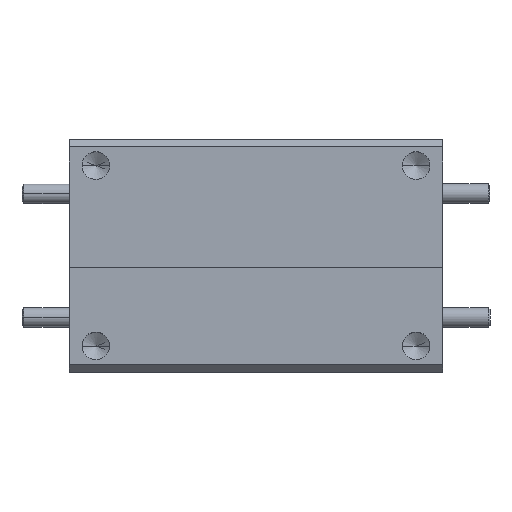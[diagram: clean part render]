
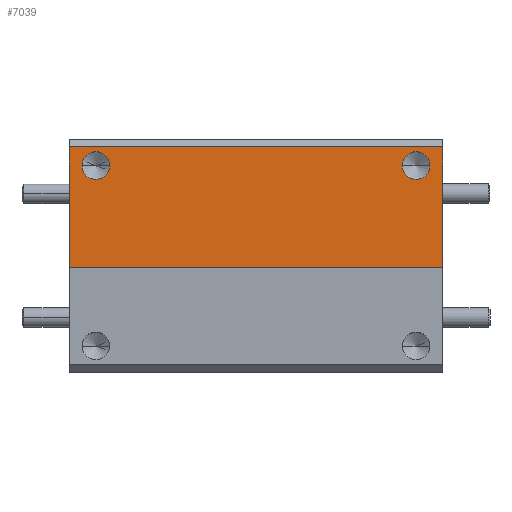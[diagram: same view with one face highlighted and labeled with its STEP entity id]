
A CAD part, top view. The second image highlights one B-rep face of the part: STEP entity #7039.
In plain terms, the highlighted planar face has unit normal (0, 0, 1).
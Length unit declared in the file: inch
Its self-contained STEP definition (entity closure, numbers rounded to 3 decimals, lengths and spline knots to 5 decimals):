
#739 = CARTESIAN_POINT ( 'NONE',  ( -0.515, 0.665, 0.375 ) ) ;
#878 = DIRECTION ( 'NONE',  ( 0., 0., 1. ) ) ;
#885 = EDGE_LOOP ( 'NONE', ( #2068, #1576 ) ) ;
#976 = PLANE ( 'NONE',  #11502 ) ;
#1337 = AXIS2_PLACEMENT_3D ( 'NONE', #2584, #4479, #2460 ) ;
#1342 = CARTESIAN_POINT ( 'NONE',  ( -0.6, 0.75, 0.375 ) ) ;
#1426 = FACE_BOUND ( 'NONE', #11777, .T. ) ;
#1576 = ORIENTED_EDGE ( 'NONE', *, *, #4548, .F. ) ;
#1614 = DIRECTION ( 'NONE',  ( 0., 0., 1. ) ) ;
#2068 = ORIENTED_EDGE ( 'NONE', *, *, #12858, .F. ) ;
#2211 = VERTEX_POINT ( 'NONE', #10046 ) ;
#2460 = DIRECTION ( 'NONE',  ( 1., 0., 0. ) ) ;
#2462 = VECTOR ( 'NONE', #6077, 39.37008 ) ;
#2567 = LINE ( 'NONE', #1342, #12177 ) ;
#2584 = CARTESIAN_POINT ( 'NONE',  ( -0.515, 0.665, 0.375 ) ) ;
#2645 = EDGE_CURVE ( 'NONE', #4955, #11724, #11131, .T. ) ;
#2849 = VECTOR ( 'NONE', #10109, 39.37008 ) ;
#3111 = LINE ( 'NONE', #11207, #2462 ) ;
#3241 = ORIENTED_EDGE ( 'NONE', *, *, #10138, .T. ) ;
#3410 = VERTEX_POINT ( 'NONE', #11582 ) ;
#3416 = CIRCLE ( 'NONE', #11666, 0.0445 ) ;
#3820 = DIRECTION ( 'NONE',  ( 1., 0., 0. ) ) ;
#4324 = DIRECTION ( 'NONE',  ( 1., 0., 0. ) ) ;
#4368 = CARTESIAN_POINT ( 'NONE',  ( 0.515, 0.665, 0.375 ) ) ;
#4393 = DIRECTION ( 'NONE',  ( 0., 0., 1. ) ) ;
#4479 = DIRECTION ( 'NONE',  ( 0., 0., 1. ) ) ;
#4543 = CARTESIAN_POINT ( 'NONE',  ( -0.4705, 0.665, 0.375 ) ) ;
#4548 = EDGE_CURVE ( 'NONE', #6670, #5909, #10839, .T. ) ;
#4813 = CARTESIAN_POINT ( 'NONE',  ( 0.6, 0.75, 0.375 ) ) ;
#4955 = VERTEX_POINT ( 'NONE', #10846 ) ;
#5332 = DIRECTION ( 'NONE',  ( 0., -1., 0. ) ) ;
#5399 = ORIENTED_EDGE ( 'NONE', *, *, #13485, .F. ) ;
#5909 = VERTEX_POINT ( 'NONE', #11731 ) ;
#5916 = EDGE_CURVE ( 'NONE', #3410, #2211, #2567, .T. ) ;
#6077 = DIRECTION ( 'NONE',  ( -1., 0., 0. ) ) ;
#6143 = VECTOR ( 'NONE', #7660, 39.37008 ) ;
#6392 = FACE_OUTER_BOUND ( 'NONE', #11896, .T. ) ;
#6670 = VERTEX_POINT ( 'NONE', #7391 ) ;
#6697 = CARTESIAN_POINT ( 'NONE',  ( 0.6, 0.725, 0.375 ) ) ;
#6915 = AXIS2_PLACEMENT_3D ( 'NONE', #739, #878, #3820 ) ;
#7039 = ADVANCED_FACE ( 'NONE', ( #1426, #12820, #6392 ), #976, .T. ) ;
#7271 = CARTESIAN_POINT ( 'NONE',  ( -0.5595, 0.665, 0.375 ) ) ;
#7391 = CARTESIAN_POINT ( 'NONE',  ( 0.4705, 0.665, 0.375 ) ) ;
#7660 = DIRECTION ( 'NONE',  ( 1., 0., 0. ) ) ;
#7839 = DIRECTION ( 'NONE',  ( 1., 0., 0. ) ) ;
#8152 = ORIENTED_EDGE ( 'NONE', *, *, #5916, .T. ) ;
#8645 = CARTESIAN_POINT ( 'NONE',  ( -0.6, 0.338, 0.375 ) ) ;
#8941 = LINE ( 'NONE', #8645, #6143 ) ;
#9257 = AXIS2_PLACEMENT_3D ( 'NONE', #11006, #1614, #7839 ) ;
#10046 = CARTESIAN_POINT ( 'NONE',  ( -0.6, 0.338, 0.375 ) ) ;
#10109 = DIRECTION ( 'NONE',  ( 0., 1., 0. ) ) ;
#10138 = EDGE_CURVE ( 'NONE', #11724, #3410, #3111, .T. ) ;
#10297 = VERTEX_POINT ( 'NONE', #4543 ) ;
#10355 = EDGE_CURVE ( 'NONE', #2211, #4955, #8941, .T. ) ;
#10656 = CARTESIAN_POINT ( 'NONE',  ( 0., 0.338, 0.375 ) ) ;
#10839 = CIRCLE ( 'NONE', #9257, 0.0445 ) ;
#10846 = CARTESIAN_POINT ( 'NONE',  ( 0.6, 0.338, 0.375 ) ) ;
#10865 = CIRCLE ( 'NONE', #6915, 0.0445 ) ;
#11006 = CARTESIAN_POINT ( 'NONE',  ( 0.515, 0.665, 0.375 ) ) ;
#11122 = ORIENTED_EDGE ( 'NONE', *, *, #2645, .T. ) ;
#11131 = LINE ( 'NONE', #4813, #2849 ) ;
#11207 = CARTESIAN_POINT ( 'NONE',  ( 0., 0.725, 0.375 ) ) ;
#11414 = VERTEX_POINT ( 'NONE', #7271 ) ;
#11502 = AXIS2_PLACEMENT_3D ( 'NONE', #10656, #4393, #11589 ) ;
#11582 = CARTESIAN_POINT ( 'NONE',  ( -0.6, 0.725, 0.375 ) ) ;
#11589 = DIRECTION ( 'NONE',  ( 1., 0., 0. ) ) ;
#11653 = DIRECTION ( 'NONE',  ( 0., 0., 1. ) ) ;
#11666 = AXIS2_PLACEMENT_3D ( 'NONE', #4368, #11653, #4324 ) ;
#11724 = VERTEX_POINT ( 'NONE', #6697 ) ;
#11731 = CARTESIAN_POINT ( 'NONE',  ( 0.5595, 0.665, 0.375 ) ) ;
#11777 = EDGE_LOOP ( 'NONE', ( #12163, #5399 ) ) ;
#11807 = ORIENTED_EDGE ( 'NONE', *, *, #10355, .T. ) ;
#11896 = EDGE_LOOP ( 'NONE', ( #11122, #3241, #8152, #11807 ) ) ;
#12163 = ORIENTED_EDGE ( 'NONE', *, *, #12340, .F. ) ;
#12177 = VECTOR ( 'NONE', #5332, 39.37008 ) ;
#12340 = EDGE_CURVE ( 'NONE', #10297, #11414, #13396, .T. ) ;
#12820 = FACE_BOUND ( 'NONE', #885, .T. ) ;
#12858 = EDGE_CURVE ( 'NONE', #5909, #6670, #3416, .T. ) ;
#13396 = CIRCLE ( 'NONE', #1337, 0.0445 ) ;
#13485 = EDGE_CURVE ( 'NONE', #11414, #10297, #10865, .T. ) ;
